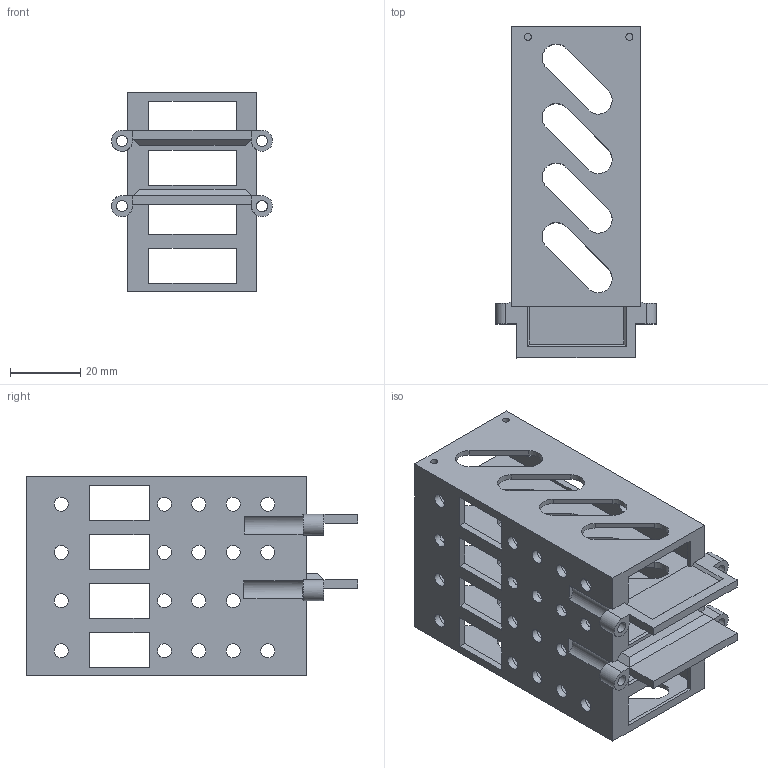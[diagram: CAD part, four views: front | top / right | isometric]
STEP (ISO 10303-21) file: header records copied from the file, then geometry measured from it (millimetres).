
FILE_DESCRIPTION(/* description */ (''),/* implementation_level */ '2;1');
FILE_NAME(/* name */ 'DJI E800 ESC Box VERT V3.stp',/* time_stamp */ '2016-12-12T21:46:05-08:00',/* author */ (''),/* organization */ (''),/* preprocessor_version */ 'ST-DEVELOPER v15.2',/* originating_system */ 'Autodesk Translator Framework v2.0.0.5431',/* authorisation */ '');
FILE_SCHEMA (('AUTOMOTIVE_DESIGN { 1 0 10303 214 3 1 1 }'));
Length unit declared in the file: centimetre
Products named in the file (1): (Unsaved)
Bounding box: 46 x 94.79 x 57 mm (x, y, z)
Volume: 34350.6 mm3; surface area: 41869.3 mm2
Topology: 1 solids, 1 shells, 262 faces, 780 edges, 518 vertices
Faces by surface type: plane 159, cylinder 98, cone 5
Full cylindrical faces by diameter (mm): 2 x4, 3.2 x4, 4 x38
Entity records: 8840 total; most frequent: CARTESIAN_POINT 1555, ORIENTED_EDGE 1448, DIRECTION 1436, EDGE_CURVE 724, VERTEX_POINT 512, LINE 506, VECTOR 506, EDGE_LOOP 468
